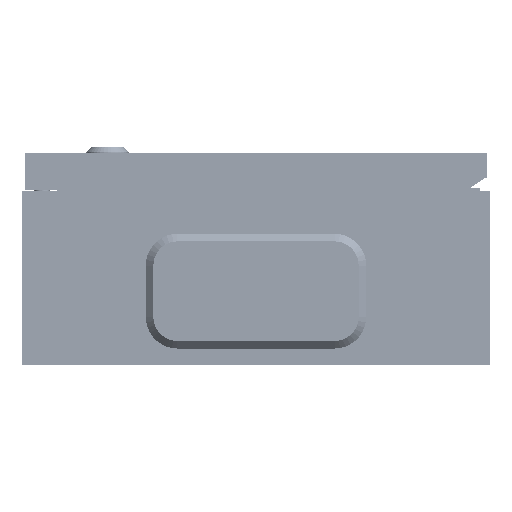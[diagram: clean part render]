
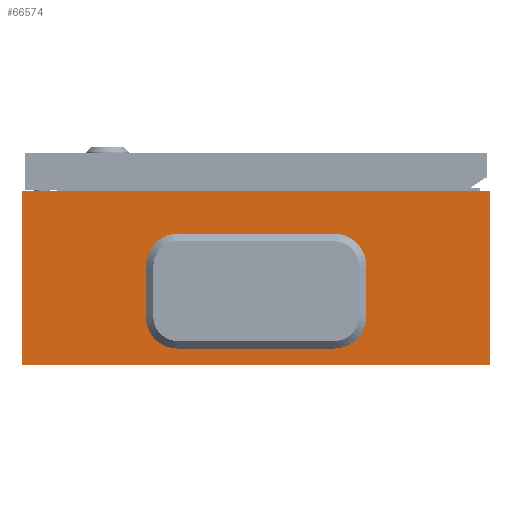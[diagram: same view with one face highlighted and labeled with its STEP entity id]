
A CAD part, front view. The second image highlights one B-rep face of the part: STEP entity #66574.
In plain terms, the highlighted planar face has unit normal (0, -1, 0).
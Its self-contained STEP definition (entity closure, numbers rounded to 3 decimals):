
#9165 = CARTESIAN_POINT ( 'NONE',  ( 37.154, -419.709, 305.431 ) ) ;
#10646 = FACE_BOUND ( 'NONE', #167345, .T. ) ;
#13457 = ORIENTED_EDGE ( 'NONE', *, *, #229847, .T. ) ;
#14277 = EDGE_CURVE ( 'NONE', #86861, #69252, #259311, .T. ) ;
#18925 = CARTESIAN_POINT ( 'NONE',  ( -101.846, -419.709, 338.931 ) ) ;
#21010 = DIRECTION ( 'NONE',  ( 0., -1., 0. ) ) ;
#24068 = ORIENTED_EDGE ( 'NONE', *, *, #79825, .F. ) ;
#24855 = EDGE_CURVE ( 'NONE', #476078, #417695, #56800, .T. ) ;
#26703 = AXIS2_PLACEMENT_3D ( 'NONE', #70381, #21010, #229940 ) ;
#27291 = LINE ( 'NONE', #464735, #412727 ) ;
#33869 = LINE ( 'NONE', #122443, #58813 ) ;
#34149 = CARTESIAN_POINT ( 'NONE',  ( -4362.346, -419.709, 388.431 ) ) ;
#40597 = CARTESIAN_POINT ( 'NONE',  ( 122.654, -419.709, 388.431 ) ) ;
#41837 = CARTESIAN_POINT ( 'NONE',  ( 37.154, -419.709, 338.931 ) ) ;
#46576 = VECTOR ( 'NONE', #63044, 1000. ) ;
#48553 = EDGE_CURVE ( 'NONE', #145352, #231852, #33869, .T. ) ;
#55909 = VECTOR ( 'NONE', #484505, 1000. ) ;
#56800 = CIRCLE ( 'NONE', #349711, 18. ) ;
#58813 = VECTOR ( 'NONE', #190713, 1000. ) ;
#63044 = DIRECTION ( 'NONE',  ( 0., 0., -1. ) ) ;
#66574 = ADVANCED_FACE ( 'NONE', ( #450770, #10646 ), #487429, .T. ) ;
#67433 = ORIENTED_EDGE ( 'NONE', *, *, #501968, .F. ) ;
#69252 = VERTEX_POINT ( 'NONE', #369924 ) ;
#70381 = CARTESIAN_POINT ( 'NONE',  ( -83.846, -419.709, 338.931 ) ) ;
#71120 = DIRECTION ( 'NONE',  ( 1., 0., 0. ) ) ;
#74230 = CARTESIAN_POINT ( 'NONE',  ( 37.154, -419.709, 338.931 ) ) ;
#75894 = AXIS2_PLACEMENT_3D ( 'NONE', #408789, #374601, #490081 ) ;
#77507 = ORIENTED_EDGE ( 'NONE', *, *, #409234, .F. ) ;
#79825 = EDGE_CURVE ( 'NONE', #508110, #328142, #405928, .T. ) ;
#86861 = VERTEX_POINT ( 'NONE', #40597 ) ;
#88209 = LINE ( 'NONE', #151879, #190936 ) ;
#89583 = CARTESIAN_POINT ( 'NONE',  ( -83.846, -419.709, 287.431 ) ) ;
#92420 = EDGE_LOOP ( 'NONE', ( #388706, #203122, #13457, #458407 ) ) ;
#103519 = ORIENTED_EDGE ( 'NONE', *, *, #495009, .F. ) ;
#104980 = CARTESIAN_POINT ( 'NONE',  ( -187.346, -419.709, 273.431 ) ) ;
#113152 = LINE ( 'NONE', #162833, #273803 ) ;
#113551 = AXIS2_PLACEMENT_3D ( 'NONE', #516699, #388280, #71120 ) ;
#118568 = CARTESIAN_POINT ( 'NONE',  ( -187.346, -419.709, 388.431 ) ) ;
#122443 = CARTESIAN_POINT ( 'NONE',  ( -187.346, -419.709, 273.431 ) ) ;
#127223 = LINE ( 'NONE', #34149, #351275 ) ;
#145352 = VERTEX_POINT ( 'NONE', #118568 ) ;
#151879 = CARTESIAN_POINT ( 'NONE',  ( -101.846, -419.709, 338.931 ) ) ;
#162688 = CARTESIAN_POINT ( 'NONE',  ( -83.846, -419.709, 356.931 ) ) ;
#162833 = CARTESIAN_POINT ( 'NONE',  ( -32.346, -419.709, 273.431 ) ) ;
#167345 = EDGE_LOOP ( 'NONE', ( #197476, #103519, #198939, #67433, #513226, #77507, #358789, #24068 ) ) ;
#188508 = CARTESIAN_POINT ( 'NONE',  ( 122.654, -419.709, 273.431 ) ) ;
#190713 = DIRECTION ( 'NONE',  ( 0., 0., -1. ) ) ;
#190936 = VECTOR ( 'NONE', #287200, 1000. ) ;
#194960 = DIRECTION ( 'NONE',  ( 0., -1., 0. ) ) ;
#197476 = ORIENTED_EDGE ( 'NONE', *, *, #440808, .F. ) ;
#198939 = ORIENTED_EDGE ( 'NONE', *, *, #24855, .F. ) ;
#200025 = CARTESIAN_POINT ( 'NONE',  ( 19.154, -419.709, 356.931 ) ) ;
#203122 = ORIENTED_EDGE ( 'NONE', *, *, #48553, .T. ) ;
#229847 = EDGE_CURVE ( 'NONE', #231852, #69252, #113152, .T. ) ;
#229940 = DIRECTION ( 'NONE',  ( -1., 0., 0. ) ) ;
#230914 = CIRCLE ( 'NONE', #113551, 18. ) ;
#231852 = VERTEX_POINT ( 'NONE', #104980 ) ;
#234515 = EDGE_CURVE ( 'NONE', #278995, #430036, #310996, .T. ) ;
#257795 = CIRCLE ( 'NONE', #366670, 18. ) ;
#259311 = LINE ( 'NONE', #188508, #46576 ) ;
#261886 = DIRECTION ( 'NONE',  ( 1., 0., 0. ) ) ;
#265211 = DIRECTION ( 'NONE',  ( -1., 0., 0. ) ) ;
#273803 = VECTOR ( 'NONE', #278100, 1000. ) ;
#278100 = DIRECTION ( 'NONE',  ( 1., 0., 0. ) ) ;
#278995 = VERTEX_POINT ( 'NONE', #162688 ) ;
#287200 = DIRECTION ( 'NONE',  ( 0., 0., -1. ) ) ;
#293731 = CARTESIAN_POINT ( 'NONE',  ( -101.846, -419.709, 305.431 ) ) ;
#310996 = CIRCLE ( 'NONE', #26703, 18. ) ;
#314165 = DIRECTION ( 'NONE',  ( -1., 0., 0. ) ) ;
#322597 = CARTESIAN_POINT ( 'NONE',  ( 19.154, -419.709, 287.431 ) ) ;
#323464 = VECTOR ( 'NONE', #327146, 1000. ) ;
#324453 = LINE ( 'NONE', #329662, #55909 ) ;
#326746 = VERTEX_POINT ( 'NONE', #322597 ) ;
#327146 = DIRECTION ( 'NONE',  ( 0., 0., 1. ) ) ;
#328142 = VERTEX_POINT ( 'NONE', #74230 ) ;
#329662 = CARTESIAN_POINT ( 'NONE',  ( -83.846, -419.709, 287.431 ) ) ;
#348673 = CARTESIAN_POINT ( 'NONE',  ( 19.154, -419.709, 338.931 ) ) ;
#349711 = AXIS2_PLACEMENT_3D ( 'NONE', #480796, #194960, #436401 ) ;
#351275 = VECTOR ( 'NONE', #314165, 1000. ) ;
#358789 = ORIENTED_EDGE ( 'NONE', *, *, #442857, .F. ) ;
#366670 = AXIS2_PLACEMENT_3D ( 'NONE', #348673, #461449, #261886 ) ;
#368948 = EDGE_CURVE ( 'NONE', #86861, #145352, #127223, .T. ) ;
#369924 = CARTESIAN_POINT ( 'NONE',  ( 122.654, -419.709, 273.431 ) ) ;
#374601 = DIRECTION ( 'NONE',  ( 0., -1., 0. ) ) ;
#381821 = VERTEX_POINT ( 'NONE', #200025 ) ;
#388280 = DIRECTION ( 'NONE',  ( 0., -1., 0. ) ) ;
#388706 = ORIENTED_EDGE ( 'NONE', *, *, #368948, .T. ) ;
#405928 = LINE ( 'NONE', #41837, #323464 ) ;
#408789 = CARTESIAN_POINT ( 'NONE',  ( -4362.346, -419.709, 386.631 ) ) ;
#409234 = EDGE_CURVE ( 'NONE', #381821, #278995, #27291, .T. ) ;
#412727 = VECTOR ( 'NONE', #265211, 1000. ) ;
#417695 = VERTEX_POINT ( 'NONE', #89583 ) ;
#430036 = VERTEX_POINT ( 'NONE', #18925 ) ;
#436401 = DIRECTION ( 'NONE',  ( 1., 0., 0. ) ) ;
#440808 = EDGE_CURVE ( 'NONE', #326746, #508110, #230914, .T. ) ;
#442857 = EDGE_CURVE ( 'NONE', #328142, #381821, #257795, .T. ) ;
#450770 = FACE_OUTER_BOUND ( 'NONE', #92420, .T. ) ;
#458407 = ORIENTED_EDGE ( 'NONE', *, *, #14277, .F. ) ;
#461449 = DIRECTION ( 'NONE',  ( 0., -1., 0. ) ) ;
#464735 = CARTESIAN_POINT ( 'NONE',  ( -83.846, -419.709, 356.931 ) ) ;
#476078 = VERTEX_POINT ( 'NONE', #293731 ) ;
#480796 = CARTESIAN_POINT ( 'NONE',  ( -83.846, -419.709, 305.431 ) ) ;
#484505 = DIRECTION ( 'NONE',  ( 1., 0., 0. ) ) ;
#487429 = PLANE ( 'NONE',  #75894 ) ;
#490081 = DIRECTION ( 'NONE',  ( 0., 0., -1. ) ) ;
#495009 = EDGE_CURVE ( 'NONE', #417695, #326746, #324453, .T. ) ;
#501968 = EDGE_CURVE ( 'NONE', #430036, #476078, #88209, .T. ) ;
#508110 = VERTEX_POINT ( 'NONE', #9165 ) ;
#513226 = ORIENTED_EDGE ( 'NONE', *, *, #234515, .F. ) ;
#516699 = CARTESIAN_POINT ( 'NONE',  ( 19.154, -419.709, 305.431 ) ) ;
